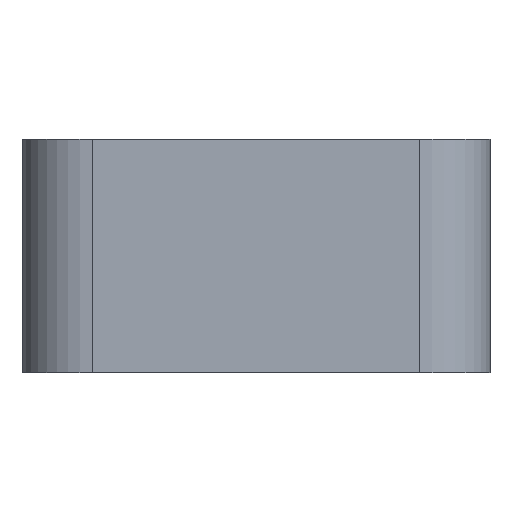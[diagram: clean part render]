
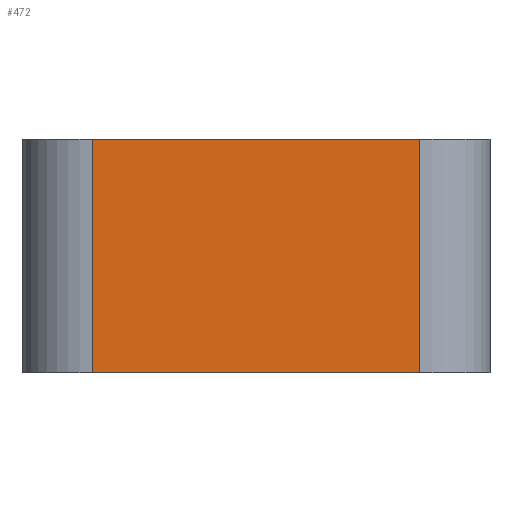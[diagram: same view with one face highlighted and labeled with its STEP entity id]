
A CAD part, left-side view. The second image highlights one B-rep face of the part: STEP entity #472.
In plain terms, the highlighted planar face has unit normal (-1, 0, 0).
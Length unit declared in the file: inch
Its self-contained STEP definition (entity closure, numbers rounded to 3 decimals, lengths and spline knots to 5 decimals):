
#8 = FACE_OUTER_BOUND ( 'NONE', #336, .T. ) ;
#53 = DIRECTION ( 'NONE',  ( 0., 0., -1. ) ) ;
#56 = LINE ( 'NONE', #221, #643 ) ;
#60 = VERTEX_POINT ( 'NONE', #433 ) ;
#66 = CARTESIAN_POINT ( 'NONE',  ( -4., -0.35, 0. ) ) ;
#94 = ORIENTED_EDGE ( 'NONE', *, *, #599, .F. ) ;
#114 = PLANE ( 'NONE',  #293 ) ;
#139 = ORIENTED_EDGE ( 'NONE', *, *, #207, .T. ) ;
#207 = EDGE_CURVE ( 'NONE', #463, #60, #602, .T. ) ;
#219 = DIRECTION ( 'NONE',  ( 0., -1., 0. ) ) ;
#221 = CARTESIAN_POINT ( 'NONE',  ( -4., -0.35, 0.5 ) ) ;
#244 = VERTEX_POINT ( 'NONE', #403 ) ;
#254 = EDGE_CURVE ( 'NONE', #244, #463, #339, .T. ) ;
#293 = AXIS2_PLACEMENT_3D ( 'NONE', #598, #548, #368 ) ;
#294 = CARTESIAN_POINT ( 'NONE',  ( -4., -0.35, 0.5 ) ) ;
#336 = EDGE_LOOP ( 'NONE', ( #139, #94, #391, #653 ) ) ;
#339 = LINE ( 'NONE', #451, #549 ) ;
#368 = DIRECTION ( 'NONE',  ( 0., 0., -1. ) ) ;
#374 = VECTOR ( 'NONE', #53, 39.37008 ) ;
#391 = ORIENTED_EDGE ( 'NONE', *, *, #627, .F. ) ;
#403 = CARTESIAN_POINT ( 'NONE',  ( -4., 0.35, 0.5 ) ) ;
#420 = CARTESIAN_POINT ( 'NONE',  ( -4., -0.35, 0.5 ) ) ;
#433 = CARTESIAN_POINT ( 'NONE',  ( -4., -0.35, 0. ) ) ;
#436 = DIRECTION ( 'NONE',  ( 0., -1., 0. ) ) ;
#451 = CARTESIAN_POINT ( 'NONE',  ( -4., 0.35, 0.5 ) ) ;
#463 = VERTEX_POINT ( 'NONE', #486 ) ;
#472 = ADVANCED_FACE ( 'NONE', ( #8 ), #114, .F. ) ;
#486 = CARTESIAN_POINT ( 'NONE',  ( -4., 0.35, 0. ) ) ;
#534 = LINE ( 'NONE', #420, #374 ) ;
#548 = DIRECTION ( 'NONE',  ( 1., 0., 0. ) ) ;
#549 = VECTOR ( 'NONE', #669, 39.37008 ) ;
#576 = VECTOR ( 'NONE', #436, 39.37008 ) ;
#598 = CARTESIAN_POINT ( 'NONE',  ( -4., -0.35, 0.5 ) ) ;
#599 = EDGE_CURVE ( 'NONE', #662, #60, #534, .T. ) ;
#602 = LINE ( 'NONE', #66, #576 ) ;
#627 = EDGE_CURVE ( 'NONE', #244, #662, #56, .T. ) ;
#643 = VECTOR ( 'NONE', #219, 39.37008 ) ;
#653 = ORIENTED_EDGE ( 'NONE', *, *, #254, .T. ) ;
#662 = VERTEX_POINT ( 'NONE', #294 ) ;
#669 = DIRECTION ( 'NONE',  ( 0., 0., -1. ) ) ;
